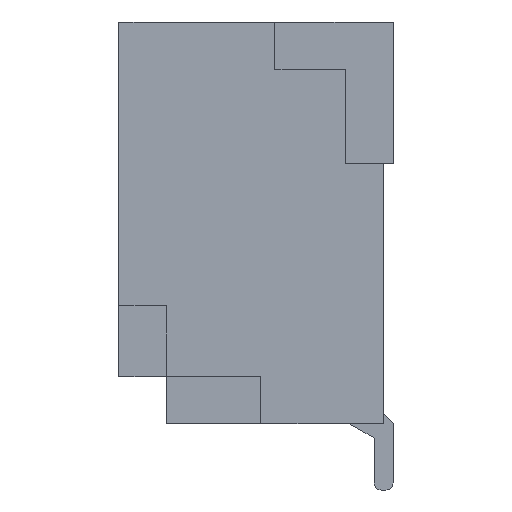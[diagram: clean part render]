
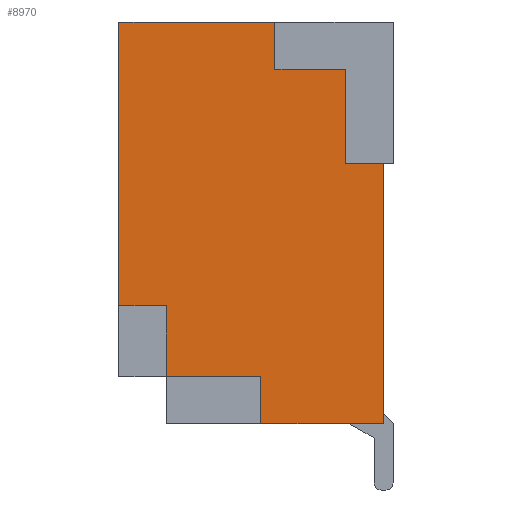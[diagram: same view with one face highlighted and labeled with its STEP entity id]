
A CAD part, left-side view. The second image highlights one B-rep face of the part: STEP entity #8970.
In plain terms, the highlighted planar face has unit normal (-1, 0, 0).
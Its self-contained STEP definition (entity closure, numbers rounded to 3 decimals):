
#25 = VERTEX_POINT ( 'NONE', #7811 ) ;
#145 = EDGE_CURVE ( 'NONE', #775, #1003, #10914, .T. ) ;
#172 = EDGE_CURVE ( 'NONE', #2400, #11690, #1262, .T. ) ;
#408 = LINE ( 'NONE', #2189, #800 ) ;
#451 = LINE ( 'NONE', #511, #11265 ) ;
#459 = EDGE_CURVE ( 'NONE', #1858, #10763, #10527, .T. ) ;
#484 = DIRECTION ( 'NONE',  ( 0., 0., -1. ) ) ;
#511 = CARTESIAN_POINT ( 'NONE',  ( -4., 2.9, 1.25 ) ) ;
#535 = PLANE ( 'NONE',  #9334 ) ;
#651 = EDGE_CURVE ( 'NONE', #12149, #25, #7778, .T. ) ;
#692 = ORIENTED_EDGE ( 'NONE', *, *, #4284, .T. ) ;
#755 = ORIENTED_EDGE ( 'NONE', *, *, #6248, .T. ) ;
#775 = VERTEX_POINT ( 'NONE', #4217 ) ;
#800 = VECTOR ( 'NONE', #11991, 1000. ) ;
#938 = CARTESIAN_POINT ( 'NONE',  ( -4., 0.5, 2.75 ) ) ;
#954 = EDGE_CURVE ( 'NONE', #9176, #11690, #2154, .T. ) ;
#1003 = VERTEX_POINT ( 'NONE', #4246 ) ;
#1126 = DIRECTION ( 'NONE',  ( 0., 0., 1. ) ) ;
#1202 = CARTESIAN_POINT ( 'NONE',  ( -4., 0.5, 3.75 ) ) ;
#1262 = LINE ( 'NONE', #5169, #5928 ) ;
#1417 = ORIENTED_EDGE ( 'NONE', *, *, #5157, .F. ) ;
#1540 = VECTOR ( 'NONE', #484, 1000. ) ;
#1858 = VERTEX_POINT ( 'NONE', #4196 ) ;
#2074 = LINE ( 'NONE', #8801, #11469 ) ;
#2136 = CARTESIAN_POINT ( 'NONE',  ( -4., 0.5, 2.75 ) ) ;
#2154 = LINE ( 'NONE', #3153, #2174 ) ;
#2174 = VECTOR ( 'NONE', #10148, 1000. ) ;
#2189 = CARTESIAN_POINT ( 'NONE',  ( -4., 1.25, 3.75 ) ) ;
#2400 = VERTEX_POINT ( 'NONE', #4034 ) ;
#2408 = DIRECTION ( 'NONE',  ( 0., 0., 1. ) ) ;
#3001 = ORIENTED_EDGE ( 'NONE', *, *, #6328, .T. ) ;
#3153 = CARTESIAN_POINT ( 'NONE',  ( -4., 1.4, 0.5 ) ) ;
#3156 = DIRECTION ( 'NONE',  ( 0., -1., 0. ) ) ;
#3282 = ORIENTED_EDGE ( 'NONE', *, *, #459, .T. ) ;
#3649 = CARTESIAN_POINT ( 'NONE',  ( -4., 2.9, 4.25 ) ) ;
#3653 = ORIENTED_EDGE ( 'NONE', *, *, #5720, .T. ) ;
#3672 = VECTOR ( 'NONE', #1126, 1000. ) ;
#3776 = DIRECTION ( 'NONE',  ( 0., 0., 1. ) ) ;
#3944 = VERTEX_POINT ( 'NONE', #1202 ) ;
#4034 = CARTESIAN_POINT ( 'NONE',  ( -4., 0.1, 0. ) ) ;
#4196 = CARTESIAN_POINT ( 'NONE',  ( -4., 2.4, 1.25 ) ) ;
#4217 = CARTESIAN_POINT ( 'NONE',  ( -4., 1.25, 3.75 ) ) ;
#4228 = CARTESIAN_POINT ( 'NONE',  ( -4., 2.9, 1.25 ) ) ;
#4246 = CARTESIAN_POINT ( 'NONE',  ( -4., 1.25, 4.25 ) ) ;
#4284 = EDGE_CURVE ( 'NONE', #10929, #3944, #8479, .T. ) ;
#4381 = EDGE_LOOP ( 'NONE', ( #5880, #8930, #692, #3653, #8044, #1417, #9350, #755, #3282, #3001, #10329, #11157 ) ) ;
#4423 = DIRECTION ( 'NONE',  ( -1., 0., 0. ) ) ;
#5098 = LINE ( 'NONE', #9953, #12285 ) ;
#5157 = EDGE_CURVE ( 'NONE', #25, #1003, #2074, .T. ) ;
#5169 = CARTESIAN_POINT ( 'NONE',  ( -4., 0., 0. ) ) ;
#5507 = VECTOR ( 'NONE', #10771, 1000. ) ;
#5720 = EDGE_CURVE ( 'NONE', #3944, #775, #408, .T. ) ;
#5880 = ORIENTED_EDGE ( 'NONE', *, *, #9863, .F. ) ;
#5928 = VECTOR ( 'NONE', #8123, 1000. ) ;
#6248 = EDGE_CURVE ( 'NONE', #12149, #1858, #451, .T. ) ;
#6326 = DIRECTION ( 'NONE',  ( 0., 0., 1. ) ) ;
#6328 = EDGE_CURVE ( 'NONE', #10763, #9176, #5098, .T. ) ;
#6465 = CARTESIAN_POINT ( 'NONE',  ( -4., 0.5, 3.75 ) ) ;
#6928 = DIRECTION ( 'NONE',  ( 0., -1., 0. ) ) ;
#6945 = VECTOR ( 'NONE', #3776, 1000. ) ;
#7527 = EDGE_CURVE ( 'NONE', #7952, #10929, #9757, .T. ) ;
#7734 = CARTESIAN_POINT ( 'NONE',  ( -4., 1.4, 0. ) ) ;
#7778 = LINE ( 'NONE', #3649, #6945 ) ;
#7811 = CARTESIAN_POINT ( 'NONE',  ( -4., 2.9, 4.25 ) ) ;
#7952 = VERTEX_POINT ( 'NONE', #9743 ) ;
#8003 = VECTOR ( 'NONE', #6326, 1000. ) ;
#8044 = ORIENTED_EDGE ( 'NONE', *, *, #145, .T. ) ;
#8123 = DIRECTION ( 'NONE',  ( 0., 1., 0. ) ) ;
#8479 = LINE ( 'NONE', #6465, #8003 ) ;
#8801 = CARTESIAN_POINT ( 'NONE',  ( -4., 0., 4.25 ) ) ;
#8930 = ORIENTED_EDGE ( 'NONE', *, *, #7527, .T. ) ;
#8970 = ADVANCED_FACE ( 'NONE', ( #9432 ), #535, .T. ) ;
#9176 = VERTEX_POINT ( 'NONE', #10118 ) ;
#9259 = LINE ( 'NONE', #10268, #1540 ) ;
#9334 = AXIS2_PLACEMENT_3D ( 'NONE', #9360, #4423, #2408 ) ;
#9350 = ORIENTED_EDGE ( 'NONE', *, *, #651, .F. ) ;
#9360 = CARTESIAN_POINT ( 'NONE',  ( -4., 2.9, 4.25 ) ) ;
#9432 = FACE_OUTER_BOUND ( 'NONE', #4381, .T. ) ;
#9705 = DIRECTION ( 'NONE',  ( 0., 1., 0. ) ) ;
#9743 = CARTESIAN_POINT ( 'NONE',  ( -4., 0.1, 2.75 ) ) ;
#9757 = LINE ( 'NONE', #938, #10258 ) ;
#9863 = EDGE_CURVE ( 'NONE', #7952, #2400, #9259, .T. ) ;
#9953 = CARTESIAN_POINT ( 'NONE',  ( -4., 2.4, 0.5 ) ) ;
#10118 = CARTESIAN_POINT ( 'NONE',  ( -4., 1.4, 0.5 ) ) ;
#10148 = DIRECTION ( 'NONE',  ( 0., 0., -1. ) ) ;
#10225 = DIRECTION ( 'NONE',  ( 0., -1., 0. ) ) ;
#10258 = VECTOR ( 'NONE', #9705, 1000. ) ;
#10268 = CARTESIAN_POINT ( 'NONE',  ( -4., 0.1, 2.75 ) ) ;
#10329 = ORIENTED_EDGE ( 'NONE', *, *, #954, .T. ) ;
#10527 = LINE ( 'NONE', #11754, #5507 ) ;
#10763 = VERTEX_POINT ( 'NONE', #12209 ) ;
#10771 = DIRECTION ( 'NONE',  ( 0., 0., -1. ) ) ;
#10914 = LINE ( 'NONE', #11956, #3672 ) ;
#10929 = VERTEX_POINT ( 'NONE', #2136 ) ;
#11157 = ORIENTED_EDGE ( 'NONE', *, *, #172, .F. ) ;
#11265 = VECTOR ( 'NONE', #10225, 1000. ) ;
#11469 = VECTOR ( 'NONE', #6928, 1000. ) ;
#11690 = VERTEX_POINT ( 'NONE', #7734 ) ;
#11754 = CARTESIAN_POINT ( 'NONE',  ( -4., 2.4, 1.25 ) ) ;
#11956 = CARTESIAN_POINT ( 'NONE',  ( -4., 1.25, 4.25 ) ) ;
#11991 = DIRECTION ( 'NONE',  ( 0., 1., 0. ) ) ;
#12149 = VERTEX_POINT ( 'NONE', #4228 ) ;
#12209 = CARTESIAN_POINT ( 'NONE',  ( -4., 2.4, 0.5 ) ) ;
#12285 = VECTOR ( 'NONE', #3156, 1000. ) ;
